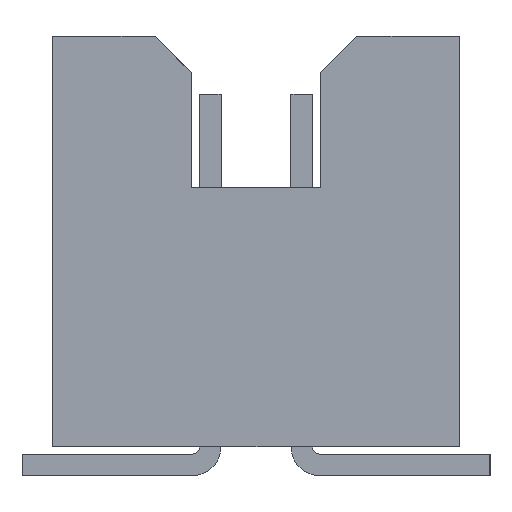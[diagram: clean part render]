
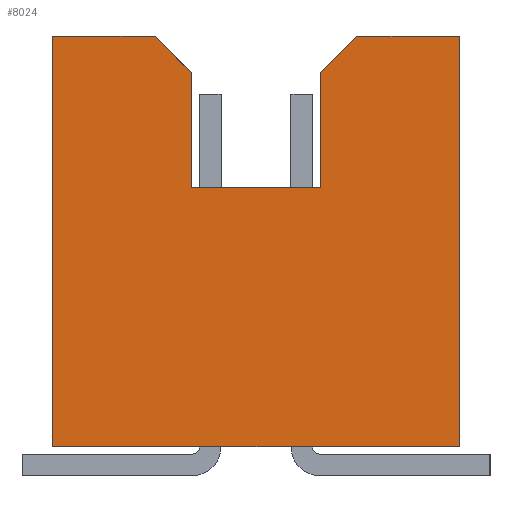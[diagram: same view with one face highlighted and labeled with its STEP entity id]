
A CAD part, left-side view. The second image highlights one B-rep face of the part: STEP entity #8024.
In plain terms, the highlighted planar face has unit normal (-1, 0, 0).
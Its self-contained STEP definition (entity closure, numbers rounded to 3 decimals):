
#7866=CARTESIAN_POINT('',(-7.95,-2.825,6.1));
#7867=VERTEX_POINT('',#7866);
#7874=CARTESIAN_POINT('',(-7.95,-2.825,0.4));
#7875=VERTEX_POINT('',#7874);
#7876=CARTESIAN_POINT('',(-7.95,-2.825,6.1));
#7877=DIRECTION('',(0.0,0.0,-1.0));
#7878=VECTOR('',#7877,5.7);
#7879=LINE('',#7876,#7878);
#7880=EDGE_CURVE('',#7867,#7875,#7879,.T.);
#7936=CARTESIAN_POINT('',(-7.95,2.825,0.4));
#7937=VERTEX_POINT('',#7936);
#7938=CARTESIAN_POINT('',(-7.95,-2.825,0.4));
#7939=DIRECTION('',(0.0,1.0,0.0));
#7940=VECTOR('',#7939,5.65);
#7941=LINE('',#7938,#7940);
#7942=EDGE_CURVE('',#7875,#7937,#7941,.T.);
#7953=CARTESIAN_POINT('',(-7.95,-3.108,0.115));
#7954=DIRECTION('',(1.0,0.0,0.0));
#7955=DIRECTION('',(0.0,1.0,0.0));
#7956=AXIS2_PLACEMENT_3D('',#7953,#7954,#7955);
#7957=PLANE('',#7956);
#7958=CARTESIAN_POINT('',(-7.95,2.825,6.1));
#7959=VERTEX_POINT('',#7958);
#7960=CARTESIAN_POINT('',(-7.95,1.4,6.1));
#7961=VERTEX_POINT('',#7960);
#7962=CARTESIAN_POINT('',(-7.95,2.825,6.1));
#7963=DIRECTION('',(0.0,-1.0,0.0));
#7964=VECTOR('',#7963,1.425);
#7965=LINE('',#7962,#7964);
#7966=EDGE_CURVE('',#7959,#7961,#7965,.T.);
#7967=ORIENTED_EDGE('',*,*,#7966,.F.);
#7968=CARTESIAN_POINT('',(-7.95,2.825,0.4));
#7969=DIRECTION('',(0.0,0.0,1.0));
#7970=VECTOR('',#7969,5.7);
#7971=LINE('',#7968,#7970);
#7972=EDGE_CURVE('',#7937,#7959,#7971,.T.);
#7973=ORIENTED_EDGE('',*,*,#7972,.F.);
#7974=ORIENTED_EDGE('',*,*,#7942,.F.);
#7975=ORIENTED_EDGE('',*,*,#7880,.F.);
#7976=CARTESIAN_POINT('',(-7.95,-1.4,6.1));
#7977=VERTEX_POINT('',#7976);
#7978=CARTESIAN_POINT('',(-7.95,-1.4,6.1));
#7979=DIRECTION('',(0.0,-1.0,0.0));
#7980=VECTOR('',#7979,1.425);
#7981=LINE('',#7978,#7980);
#7982=EDGE_CURVE('',#7977,#7867,#7981,.T.);
#7983=ORIENTED_EDGE('',*,*,#7982,.F.);
#7984=CARTESIAN_POINT('',(-7.95,-0.9,5.6));
#7985=VERTEX_POINT('',#7984);
#7986=CARTESIAN_POINT('',(-7.95,-1.4,6.1));
#7987=DIRECTION('',(0.0,0.707,-0.707));
#7988=VECTOR('',#7987,0.707);
#7989=LINE('',#7986,#7988);
#7990=EDGE_CURVE('',#7977,#7985,#7989,.T.);
#7991=ORIENTED_EDGE('',*,*,#7990,.T.);
#7992=CARTESIAN_POINT('',(-7.95,-0.9,4.0));
#7993=VERTEX_POINT('',#7992);
#7994=CARTESIAN_POINT('',(-7.95,-0.9,5.6));
#7995=DIRECTION('',(0.0,0.0,-1.0));
#7996=VECTOR('',#7995,1.6);
#7997=LINE('',#7994,#7996);
#7998=EDGE_CURVE('',#7985,#7993,#7997,.T.);
#7999=ORIENTED_EDGE('',*,*,#7998,.T.);
#8000=CARTESIAN_POINT('',(-7.95,0.9,4.0));
#8001=VERTEX_POINT('',#8000);
#8002=CARTESIAN_POINT('',(-7.95,0.9,4.0));
#8003=DIRECTION('',(0.0,-1.0,0.0));
#8004=VECTOR('',#8003,1.8);
#8005=LINE('',#8002,#8004);
#8006=EDGE_CURVE('',#8001,#7993,#8005,.T.);
#8007=ORIENTED_EDGE('',*,*,#8006,.F.);
#8008=CARTESIAN_POINT('',(-7.95,0.9,5.6));
#8009=VERTEX_POINT('',#8008);
#8010=CARTESIAN_POINT('',(-7.95,0.9,5.6));
#8011=DIRECTION('',(0.0,0.0,-1.0));
#8012=VECTOR('',#8011,1.6);
#8013=LINE('',#8010,#8012);
#8014=EDGE_CURVE('',#8009,#8001,#8013,.T.);
#8015=ORIENTED_EDGE('',*,*,#8014,.F.);
#8016=CARTESIAN_POINT('',(-7.95,0.9,5.6));
#8017=DIRECTION('',(0.0,0.707,0.707));
#8018=VECTOR('',#8017,0.707);
#8019=LINE('',#8016,#8018);
#8020=EDGE_CURVE('',#8009,#7961,#8019,.T.);
#8021=ORIENTED_EDGE('',*,*,#8020,.T.);
#8022=EDGE_LOOP('',(#7967,#7973,#7974,#7975,#7983,#7991,#7999,#8007,#8015,#8021));
#8023=FACE_OUTER_BOUND('',#8022,.T.);
#8024=ADVANCED_FACE('',(#8023),#7957,.F.);
